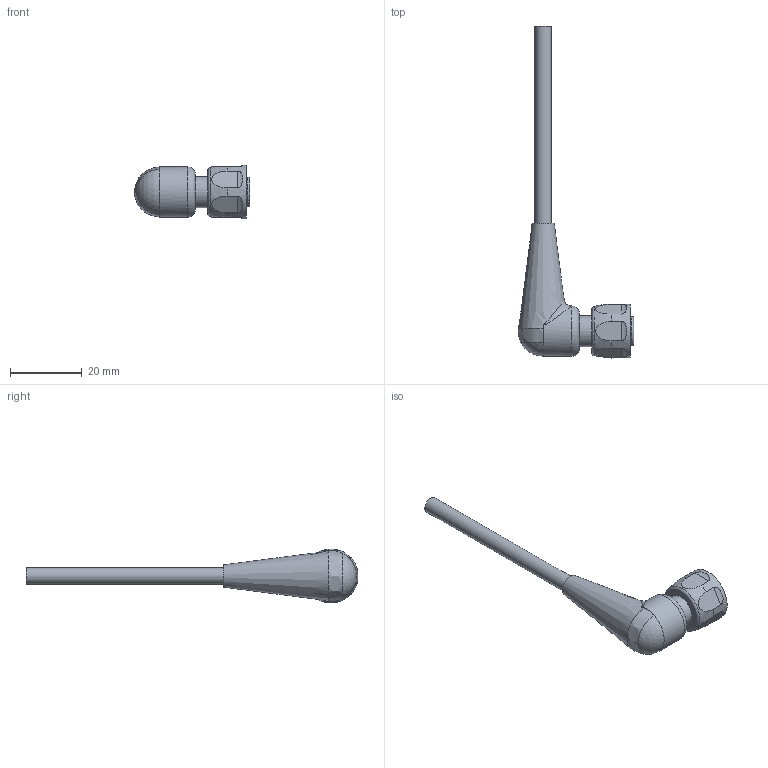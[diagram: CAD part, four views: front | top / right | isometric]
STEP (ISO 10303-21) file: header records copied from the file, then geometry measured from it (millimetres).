
FILE_DESCRIPTION(/* description */ (''),/* implementation_level */ '2;1');
FILE_NAME(/* name */ 'FB-WWAKHK4-m.stp',/* time_stamp */ '2020-03-03T14:28:41+01:00',/* author */ (''),/* organization */ (''),/* preprocessor_version */ 'ST-DEVELOPER v16',/* originating_system */ 'SIEMENS PLM Software NX 10.0',/* authorisation */ '');
FILE_SCHEMA (('AUTOMOTIVE_DESIGN { 1 0 10303 214 3 1 1 1 }'));
Length unit declared in the file: millimetre
Products named in the file (1): FB-WWAKH4_stp
Bounding box: 32.15 x 92.49 x 15 mm (x, y, z)
Volume: 6571.3 mm3; surface area: 3632.6 mm2
Topology: 1 solids, 1 shells, 90 faces, 222 edges, 146 vertices
Faces by surface type: cylinder 39, plane 35, cone 8, torus 4, bspline 3, sphere 1
Full cylindrical faces by diameter (mm): 1.15 x4, 4.6 x1, 8.7 x1, 10.95 x1, 12.1 x1, 14 x1, 15 x1
Entity records: 2939 total; most frequent: CARTESIAN_POINT 908, DIRECTION 432, ORIENTED_EDGE 378, EDGE_CURVE 189, AXIS2_PLACEMENT_3D 180, VERTEX_POINT 136, EDGE_LOOP 125, CIRCLE 92
